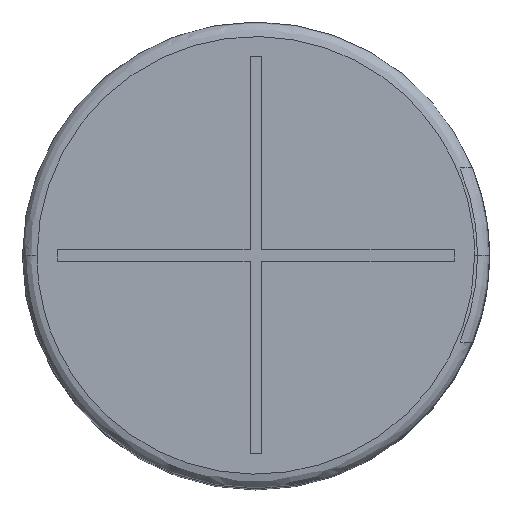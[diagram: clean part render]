
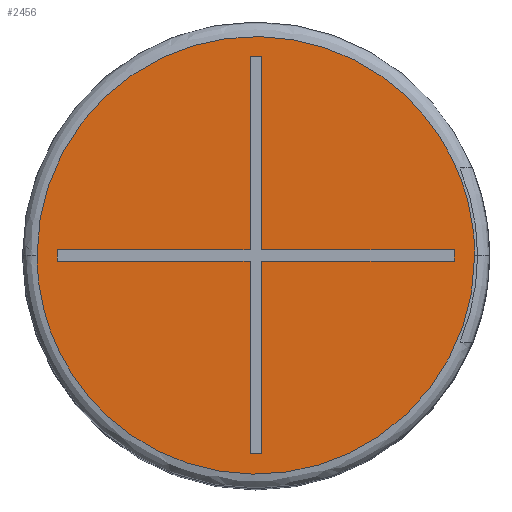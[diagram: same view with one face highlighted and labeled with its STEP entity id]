
A CAD part, top view. The second image highlights one B-rep face of the part: STEP entity #2456.
In plain terms, the highlighted planar face has unit normal (0, 0, 1).
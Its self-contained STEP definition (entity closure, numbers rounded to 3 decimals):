
#10 = DIRECTION ( 'NONE',  ( 0., 1., 0. ) ) ;
#20 = VERTEX_POINT ( 'NONE', #2084 ) ;
#100 = CARTESIAN_POINT ( 'NONE',  ( 0., 6.8, 25. ) ) ;
#106 = VECTOR ( 'NONE', #1216, 1000. ) ;
#118 =( BOUNDED_CURVE ( )  B_SPLINE_CURVE ( 3, ( #888, #3462, #1523, #555 ),
 .UNSPECIFIED., .F., .T. ) 
 B_SPLINE_CURVE_WITH_KNOTS ( ( 4, 4 ),
 ( 0.5, 1. ),
 .UNSPECIFIED. ) 
 CURVE ( )  GEOMETRIC_REPRESENTATION_ITEM ( )  RATIONAL_B_SPLINE_CURVE ( ( 1., 0.333, 0.333, 1. ) ) 
 REPRESENTATION_ITEM ( '' )  );
#119 = LINE ( 'NONE', #162, #4099 ) ;
#127 = VECTOR ( 'NONE', #2073, 1000. ) ;
#131 = VERTEX_POINT ( 'NONE', #863 ) ;
#150 = VERTEX_POINT ( 'NONE', #1206 ) ;
#162 = CARTESIAN_POINT ( 'NONE',  ( -6.8, 0., 25. ) ) ;
#258 = EDGE_CURVE ( 'NONE', #2150, #2556, #399, .T. ) ;
#290 = VERTEX_POINT ( 'NONE', #2644 ) ;
#359 = CARTESIAN_POINT ( 'NONE',  ( 0.2, 0., 25. ) ) ;
#378 = ORIENTED_EDGE ( 'NONE', *, *, #2133, .F. ) ;
#389 = VECTOR ( 'NONE', #3615, 1000. ) ;
#399 = LINE ( 'NONE', #1655, #389 ) ;
#409 =( BOUNDED_CURVE ( )  B_SPLINE_CURVE ( 3, ( #511, #1139, #4028, #1456 ),
 .UNSPECIFIED., .F., .T. ) 
 B_SPLINE_CURVE_WITH_KNOTS ( ( 4, 4 ),
 ( 0., 0.5 ),
 .UNSPECIFIED. ) 
 CURVE ( )  GEOMETRIC_REPRESENTATION_ITEM ( )  RATIONAL_B_SPLINE_CURVE ( ( 1., 0.333, 0.333, 1. ) ) 
 REPRESENTATION_ITEM ( '' )  );
#439 = LINE ( 'NONE', #3431, #2157 ) ;
#501 = CARTESIAN_POINT ( 'NONE',  ( 0.2, -6.8, 25. ) ) ;
#511 = CARTESIAN_POINT ( 'NONE',  ( 7.5, 0., 25. ) ) ;
#520 = ORIENTED_EDGE ( 'NONE', *, *, #1592, .F. ) ;
#541 = DIRECTION ( 'NONE',  ( 1., 0., 0. ) ) ;
#549 = ORIENTED_EDGE ( 'NONE', *, *, #2822, .F. ) ;
#555 = CARTESIAN_POINT ( 'NONE',  ( 7.5, 0., 25. ) ) ;
#605 = CARTESIAN_POINT ( 'NONE',  ( 0.2, 0.2, 25. ) ) ;
#758 = VERTEX_POINT ( 'NONE', #3453 ) ;
#765 = CARTESIAN_POINT ( 'NONE',  ( 0.2, 6.8, 25. ) ) ;
#782 = CARTESIAN_POINT ( 'NONE',  ( -0.2, 0.2, 25. ) ) ;
#853 = ORIENTED_EDGE ( 'NONE', *, *, #2116, .F. ) ;
#863 = CARTESIAN_POINT ( 'NONE',  ( -0.2, 6.8, 25. ) ) ;
#873 = AXIS2_PLACEMENT_3D ( 'NONE', #2571, #2549, #3588 ) ;
#877 = CARTESIAN_POINT ( 'NONE',  ( 0., -6.8, 25. ) ) ;
#888 = CARTESIAN_POINT ( 'NONE',  ( -7.5, 0., 25. ) ) ;
#985 = CARTESIAN_POINT ( 'NONE',  ( -7.5, 0., 25. ) ) ;
#1056 = LINE ( 'NONE', #359, #1973 ) ;
#1139 = CARTESIAN_POINT ( 'NONE',  ( 7.5, -15., 25. ) ) ;
#1166 = DIRECTION ( 'NONE',  ( 0., -1., 0. ) ) ;
#1189 = DIRECTION ( 'NONE',  ( -1., 0., 0. ) ) ;
#1206 = CARTESIAN_POINT ( 'NONE',  ( 6.8, 0.2, 25. ) ) ;
#1215 = VERTEX_POINT ( 'NONE', #2349 ) ;
#1216 = DIRECTION ( 'NONE',  ( 1., 0., 0. ) ) ;
#1228 = VECTOR ( 'NONE', #3543, 1000. ) ;
#1233 = LINE ( 'NONE', #1800, #1496 ) ;
#1234 = CARTESIAN_POINT ( 'NONE',  ( -0.2, 0., 25. ) ) ;
#1346 = ORIENTED_EDGE ( 'NONE', *, *, #2036, .F. ) ;
#1416 = VERTEX_POINT ( 'NONE', #765 ) ;
#1456 = CARTESIAN_POINT ( 'NONE',  ( -7.5, 0., 25. ) ) ;
#1496 = VECTOR ( 'NONE', #541, 1000. ) ;
#1523 = CARTESIAN_POINT ( 'NONE',  ( 7.5, 15., 25. ) ) ;
#1592 = EDGE_CURVE ( 'NONE', #758, #4019, #3548, .T. ) ;
#1624 = FACE_BOUND ( 'NONE', #1879, .T. ) ;
#1651 = EDGE_LOOP ( 'NONE', ( #853, #4244 ) ) ;
#1655 = CARTESIAN_POINT ( 'NONE',  ( 0., 0.2, 25. ) ) ;
#1800 = CARTESIAN_POINT ( 'NONE',  ( 0., -0.2, 25. ) ) ;
#1812 = ORIENTED_EDGE ( 'NONE', *, *, #2821, .F. ) ;
#1834 = EDGE_CURVE ( 'NONE', #2556, #290, #119, .T. ) ;
#1835 = EDGE_CURVE ( 'NONE', #131, #2150, #439, .T. ) ;
#1879 = EDGE_LOOP ( 'NONE', ( #2716, #1812, #520, #2706, #1346, #3132, #2767, #3655, #3449, #549, #3290, #378 ) ) ;
#1973 = VECTOR ( 'NONE', #3601, 1000. ) ;
#1995 = VERTEX_POINT ( 'NONE', #985 ) ;
#2002 = VERTEX_POINT ( 'NONE', #2285 ) ;
#2036 = EDGE_CURVE ( 'NONE', #290, #2095, #3644, .T. ) ;
#2063 = LINE ( 'NONE', #3727, #2996 ) ;
#2073 = DIRECTION ( 'NONE',  ( -1., 0., 0. ) ) ;
#2084 = CARTESIAN_POINT ( 'NONE',  ( 7.5, 0., 25. ) ) ;
#2095 = VERTEX_POINT ( 'NONE', #4074 ) ;
#2116 = EDGE_CURVE ( 'NONE', #20, #1995, #409, .T. ) ;
#2133 = EDGE_CURVE ( 'NONE', #1215, #150, #2063, .T. ) ;
#2150 = VERTEX_POINT ( 'NONE', #782 ) ;
#2157 = VECTOR ( 'NONE', #3731, 1000. ) ;
#2195 = EDGE_CURVE ( 'NONE', #1995, #20, #118, .T. ) ;
#2202 = PLANE ( 'NONE',  #873 ) ;
#2285 = CARTESIAN_POINT ( 'NONE',  ( 0.2, -0.2, 25. ) ) ;
#2308 = CARTESIAN_POINT ( 'NONE',  ( 0., -0.2, 25. ) ) ;
#2349 = CARTESIAN_POINT ( 'NONE',  ( 6.8, -0.2, 25. ) ) ;
#2388 = VECTOR ( 'NONE', #10, 1000. ) ;
#2456 = ADVANCED_FACE ( 'NONE', ( #1624, #2594 ), #2202, .F. ) ;
#2546 = CARTESIAN_POINT ( 'NONE',  ( 0., 0.2, 25. ) ) ;
#2549 = DIRECTION ( 'NONE',  ( 0., 0., -1. ) ) ;
#2556 = VERTEX_POINT ( 'NONE', #3946 ) ;
#2571 = CARTESIAN_POINT ( 'NONE',  ( 0., 0., 25. ) ) ;
#2594 = FACE_OUTER_BOUND ( 'NONE', #1651, .T. ) ;
#2644 = CARTESIAN_POINT ( 'NONE',  ( -6.8, -0.2, 25. ) ) ;
#2671 = CARTESIAN_POINT ( 'NONE',  ( 0.2, 0., 25. ) ) ;
#2706 = ORIENTED_EDGE ( 'NONE', *, *, #4152, .F. ) ;
#2716 = ORIENTED_EDGE ( 'NONE', *, *, #3285, .F. ) ;
#2767 = ORIENTED_EDGE ( 'NONE', *, *, #258, .F. ) ;
#2821 = EDGE_CURVE ( 'NONE', #4019, #2002, #3686, .T. ) ;
#2822 = EDGE_CURVE ( 'NONE', #4094, #1416, #1056, .T. ) ;
#2996 = VECTOR ( 'NONE', #3426, 1000. ) ;
#3132 = ORIENTED_EDGE ( 'NONE', *, *, #1834, .F. ) ;
#3179 = EDGE_CURVE ( 'NONE', #1416, #131, #3755, .T. ) ;
#3285 = EDGE_CURVE ( 'NONE', #2002, #1215, #1233, .T. ) ;
#3290 = ORIENTED_EDGE ( 'NONE', *, *, #4102, .F. ) ;
#3319 = DIRECTION ( 'NONE',  ( 1., 0., 0. ) ) ;
#3426 = DIRECTION ( 'NONE',  ( 0., 1., 0. ) ) ;
#3431 = CARTESIAN_POINT ( 'NONE',  ( -0.2, 0., 25. ) ) ;
#3448 = LINE ( 'NONE', #1234, #1228 ) ;
#3449 = ORIENTED_EDGE ( 'NONE', *, *, #3179, .F. ) ;
#3453 = CARTESIAN_POINT ( 'NONE',  ( -0.2, -6.8, 25. ) ) ;
#3462 = CARTESIAN_POINT ( 'NONE',  ( -7.5, 15., 25. ) ) ;
#3543 = DIRECTION ( 'NONE',  ( 0., -1., 0. ) ) ;
#3548 = LINE ( 'NONE', #877, #106 ) ;
#3588 = DIRECTION ( 'NONE',  ( 0., 1., 0. ) ) ;
#3601 = DIRECTION ( 'NONE',  ( 0., 1., 0. ) ) ;
#3612 = VECTOR ( 'NONE', #3319, 1000. ) ;
#3615 = DIRECTION ( 'NONE',  ( -1., 0., 0. ) ) ;
#3644 = LINE ( 'NONE', #2308, #3612 ) ;
#3655 = ORIENTED_EDGE ( 'NONE', *, *, #1835, .F. ) ;
#3686 = LINE ( 'NONE', #2671, #2388 ) ;
#3727 = CARTESIAN_POINT ( 'NONE',  ( 6.8, 0., 25. ) ) ;
#3731 = DIRECTION ( 'NONE',  ( 0., -1., 0. ) ) ;
#3755 = LINE ( 'NONE', #100, #127 ) ;
#3946 = CARTESIAN_POINT ( 'NONE',  ( -6.8, 0.2, 25. ) ) ;
#4019 = VERTEX_POINT ( 'NONE', #501 ) ;
#4028 = CARTESIAN_POINT ( 'NONE',  ( -7.5, -15., 25. ) ) ;
#4052 = VECTOR ( 'NONE', #1189, 1000. ) ;
#4074 = CARTESIAN_POINT ( 'NONE',  ( -0.2, -0.2, 25. ) ) ;
#4094 = VERTEX_POINT ( 'NONE', #605 ) ;
#4099 = VECTOR ( 'NONE', #1166, 1000. ) ;
#4102 = EDGE_CURVE ( 'NONE', #150, #4094, #4134, .T. ) ;
#4134 = LINE ( 'NONE', #2546, #4052 ) ;
#4152 = EDGE_CURVE ( 'NONE', #2095, #758, #3448, .T. ) ;
#4244 = ORIENTED_EDGE ( 'NONE', *, *, #2195, .F. ) ;
